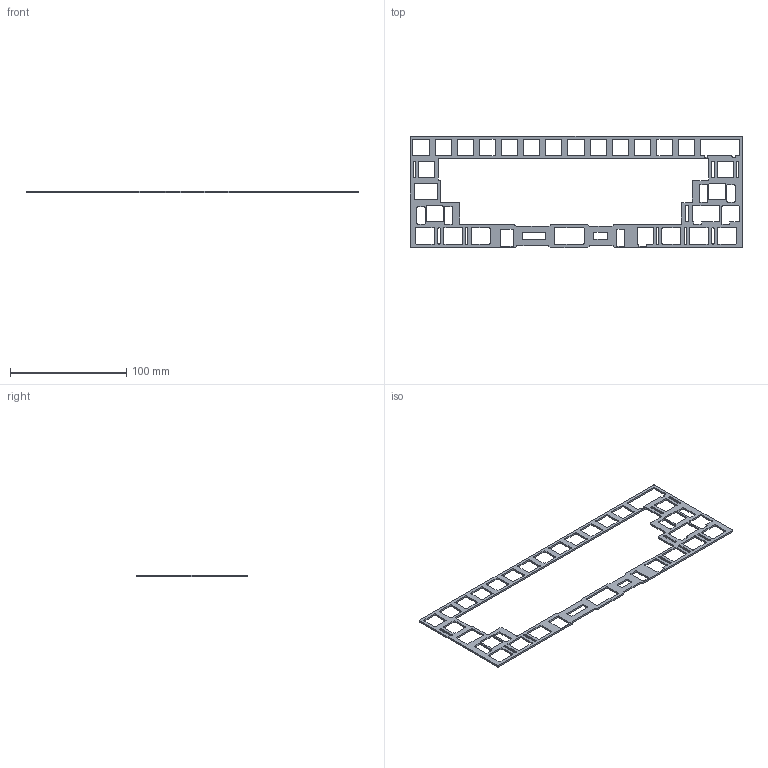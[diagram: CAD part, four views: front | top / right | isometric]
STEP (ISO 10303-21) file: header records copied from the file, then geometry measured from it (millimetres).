
FILE_DESCRIPTION(/* description */ (''),/* implementation_level */ '2;1');
FILE_NAME(/* name */ 'MX Half Plate - ANSI.step',/* time_stamp */ '2022-01-09T03:29:08-05:00',/* author */ (''),/* organization */ (''),/* preprocessor_version */ 'ST-DEVELOPER v18.1',/* originating_system */ 'Autodesk Translation Framework v10.10.0.1391',/* authorisation */ '');
FILE_SCHEMA (('AUTOMOTIVE_DESIGN { 1 0 10303 214 3 1 1 }'));
Length unit declared in the file: millimetre
Products named in the file (1): MX Half Plate - ANSI
Bounding box: 285.75 x 95.75 x 1.5 mm (x, y, z)
Volume: 10950.4 mm3; surface area: 20175.2 mm2
Topology: 1 solids, 1 shells, 464 faces, 1386 edges, 924 vertices
Faces by surface type: plane 238, cylinder 226
Entity records: 15943 total; most frequent: CARTESIAN_POINT 2775, ORIENTED_EDGE 2772, DIRECTION 2768, EDGE_CURVE 1386, LINE 934, VECTOR 934, VERTEX_POINT 924, AXIS2_PLACEMENT_3D 917
